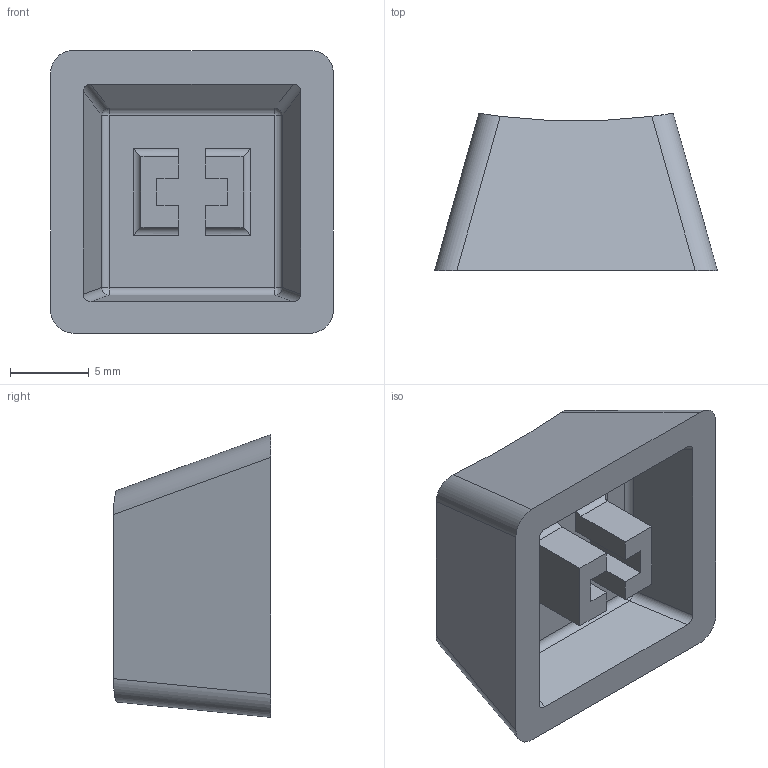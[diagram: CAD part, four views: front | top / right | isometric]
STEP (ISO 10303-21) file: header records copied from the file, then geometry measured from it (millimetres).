
FILE_DESCRIPTION (( 'STEP AP214' ), '1' );
FILE_NAME ('keyCap.STEP', '2021-02-06T13:10:46', ( '' ), ( '' ), 'SwSTEP 2.0', 'SolidWorks 2018', '' );
FILE_SCHEMA (( 'AUTOMOTIVE_DESIGN' ));
Length unit declared in the file: millimetre
Products named in the file (1): keyCap
Bounding box: 18 x 10 x 18 mm (x, y, z)
Volume: 1680.9 mm3; surface area: 1410.7 mm2
Topology: 1 solids, 1 shells, 51 faces, 122 edges, 76 vertices
Faces by surface type: plane 28, cylinder 19, sphere 4
Entity records: 1518 total; most frequent: CARTESIAN_POINT 340, ORIENTED_EDGE 244, DIRECTION 224, EDGE_CURVE 122, VECTOR 88, LINE 88, VERTEX_POINT 76, AXIS2_PLACEMENT_3D 68
